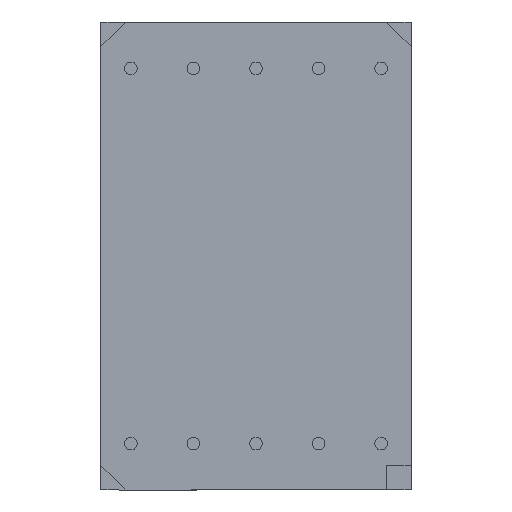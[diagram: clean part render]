
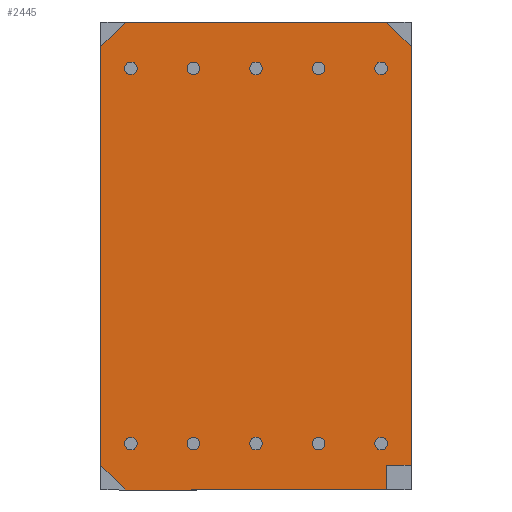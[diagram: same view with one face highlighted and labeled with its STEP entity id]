
A CAD part, front view. The second image highlights one B-rep face of the part: STEP entity #2445.
In plain terms, the highlighted planar face has unit normal (0, -1, 0).
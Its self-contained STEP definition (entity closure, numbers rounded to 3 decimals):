
#12 = DIRECTION ( 'NONE',  ( 1., 0., 0. ) ) ;
#86 = VECTOR ( 'NONE', #4467, 1000. ) ;
#287 = ORIENTED_EDGE ( 'NONE', *, *, #2271, .F. ) ;
#340 = LINE ( 'NONE', #2901, #5420 ) ;
#396 = DIRECTION ( 'NONE',  ( 0., 0., 1. ) ) ;
#567 = DIRECTION ( 'NONE',  ( 0., 0., -1. ) ) ;
#844 = EDGE_CURVE ( 'NONE', #5689, #1178, #5699, .T. ) ;
#901 = VERTEX_POINT ( 'NONE', #5168 ) ;
#1067 = LINE ( 'NONE', #2886, #86 ) ;
#1178 = VERTEX_POINT ( 'NONE', #6067 ) ;
#1184 = VECTOR ( 'NONE', #12, 1000. ) ;
#1422 = VECTOR ( 'NONE', #9795, 1000. ) ;
#1802 = VERTEX_POINT ( 'NONE', #2237 ) ;
#1953 = CARTESIAN_POINT ( 'NONE',  ( 5.3, 1., -8.5 ) ) ;
#2070 = CARTESIAN_POINT ( 'NONE',  ( 6.3, 1., 8.5 ) ) ;
#2141 = VECTOR ( 'NONE', #567, 1000. ) ;
#2237 = CARTESIAN_POINT ( 'NONE',  ( -6.3, 1., 8.5 ) ) ;
#2271 = EDGE_CURVE ( 'NONE', #5173, #4050, #10162, .T. ) ;
#2380 = CARTESIAN_POINT ( 'NONE',  ( -7.4, 1., -7.4 ) ) ;
#2445 = ADVANCED_FACE ( 'NONE', ( #3821 ), #7065, .T. ) ;
#2502 = CARTESIAN_POINT ( 'NONE',  ( 0., 1., -20.147 ) ) ;
#2701 = EDGE_CURVE ( 'NONE', #901, #1802, #5978, .T. ) ;
#2777 = CARTESIAN_POINT ( 'NONE',  ( 6.3, 1., -8.5 ) ) ;
#2849 = ORIENTED_EDGE ( 'NONE', *, *, #10001, .T. ) ;
#2854 = CARTESIAN_POINT ( 'NONE',  ( -6.3, 1., 0. ) ) ;
#2886 = CARTESIAN_POINT ( 'NONE',  ( -7.4, 1., 7.4 ) ) ;
#2901 = CARTESIAN_POINT ( 'NONE',  ( 0., 1., -8.5 ) ) ;
#2939 = EDGE_LOOP ( 'NONE', ( #5979, #5659, #2947, #2849, #287, #4587, #7461, #10507, #10188 ) ) ;
#2947 = ORIENTED_EDGE ( 'NONE', *, *, #2701, .F. ) ;
#3024 = DIRECTION ( 'NONE',  ( -1., 0., 0. ) ) ;
#3183 = EDGE_CURVE ( 'NONE', #1802, #5689, #1067, .T. ) ;
#3203 = DIRECTION ( 'NONE',  ( 0., 0., 1. ) ) ;
#3239 = DIRECTION ( 'NONE',  ( 0.707, 0., -0.707 ) ) ;
#3290 = LINE ( 'NONE', #2380, #10535 ) ;
#3530 = AXIS2_PLACEMENT_3D ( 'NONE', #2502, #7467, #9869 ) ;
#3622 = EDGE_CURVE ( 'NONE', #9761, #7614, #340, .T. ) ;
#3821 = FACE_OUTER_BOUND ( 'NONE', #2939, .T. ) ;
#3927 = CARTESIAN_POINT ( 'NONE',  ( 5.3, 1., -9.5 ) ) ;
#4050 = VERTEX_POINT ( 'NONE', #4200 ) ;
#4200 = CARTESIAN_POINT ( 'NONE',  ( -5.3, 1., -9.5 ) ) ;
#4275 = CARTESIAN_POINT ( 'NONE',  ( -5.3, 1., 9.5 ) ) ;
#4467 = DIRECTION ( 'NONE',  ( 0.707, 0., 0.707 ) ) ;
#4587 = ORIENTED_EDGE ( 'NONE', *, *, #8347, .T. ) ;
#5168 = CARTESIAN_POINT ( 'NONE',  ( -6.3, 1., -8.5 ) ) ;
#5173 = VERTEX_POINT ( 'NONE', #3927 ) ;
#5289 = CARTESIAN_POINT ( 'NONE',  ( 0., 1., -9.5 ) ) ;
#5420 = VECTOR ( 'NONE', #8490, 1000. ) ;
#5659 = ORIENTED_EDGE ( 'NONE', *, *, #3183, .F. ) ;
#5689 = VERTEX_POINT ( 'NONE', #4275 ) ;
#5699 = LINE ( 'NONE', #8968, #1184 ) ;
#5840 = VECTOR ( 'NONE', #3203, 1000. ) ;
#5978 = LINE ( 'NONE', #2854, #8644 ) ;
#5979 = ORIENTED_EDGE ( 'NONE', *, *, #844, .F. ) ;
#6067 = CARTESIAN_POINT ( 'NONE',  ( 5.3, 1., 9.5 ) ) ;
#6541 = EDGE_CURVE ( 'NONE', #9642, #7614, #8668, .T. ) ;
#6916 = CARTESIAN_POINT ( 'NONE',  ( 7.4, 1., 7.4 ) ) ;
#7065 = PLANE ( 'NONE',  #3530 ) ;
#7345 = EDGE_CURVE ( 'NONE', #9642, #1178, #8520, .T. ) ;
#7461 = ORIENTED_EDGE ( 'NONE', *, *, #3622, .T. ) ;
#7467 = DIRECTION ( 'NONE',  ( 0., -1., 0. ) ) ;
#7614 = VERTEX_POINT ( 'NONE', #2777 ) ;
#7818 = CARTESIAN_POINT ( 'NONE',  ( 6.3, 1., 0. ) ) ;
#8347 = EDGE_CURVE ( 'NONE', #5173, #9761, #10456, .T. ) ;
#8490 = DIRECTION ( 'NONE',  ( 1., 0., 0. ) ) ;
#8520 = LINE ( 'NONE', #6916, #1422 ) ;
#8644 = VECTOR ( 'NONE', #396, 1000. ) ;
#8668 = LINE ( 'NONE', #7818, #2141 ) ;
#8968 = CARTESIAN_POINT ( 'NONE',  ( 0., 1., 9.5 ) ) ;
#9642 = VERTEX_POINT ( 'NONE', #2070 ) ;
#9761 = VERTEX_POINT ( 'NONE', #1953 ) ;
#9795 = DIRECTION ( 'NONE',  ( -0.707, 0., 0.707 ) ) ;
#9869 = DIRECTION ( 'NONE',  ( 0., 0., -1. ) ) ;
#10001 = EDGE_CURVE ( 'NONE', #901, #4050, #3290, .T. ) ;
#10162 = LINE ( 'NONE', #5289, #10545 ) ;
#10188 = ORIENTED_EDGE ( 'NONE', *, *, #7345, .T. ) ;
#10456 = LINE ( 'NONE', #10506, #5840 ) ;
#10506 = CARTESIAN_POINT ( 'NONE',  ( 5.3, 1., 0. ) ) ;
#10507 = ORIENTED_EDGE ( 'NONE', *, *, #6541, .F. ) ;
#10535 = VECTOR ( 'NONE', #3239, 1000. ) ;
#10545 = VECTOR ( 'NONE', #3024, 1000. ) ;
